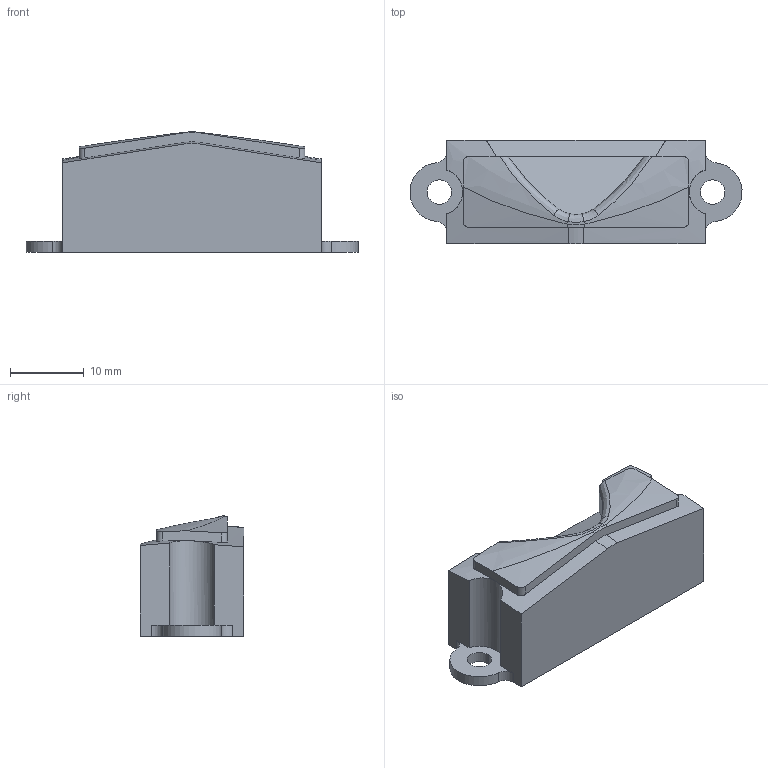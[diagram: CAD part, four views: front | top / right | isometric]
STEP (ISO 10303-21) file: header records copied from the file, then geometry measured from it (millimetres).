
FILE_DESCRIPTION((''),'2;1');
FILE_NAME('CAP_CHEST','2010-12-08T',('yunever'),(''),'PRO/ENGINEER BY PARAMETRIC TECHNOLOGY CORPORATION, 2009060','PRO/ENGINEER BY PARAMETRIC TECHNOLOGY CORPORATION, 2009060','');
FILE_SCHEMA(('CONFIG_CONTROL_DESIGN'));
Length unit declared in the file: millimetre
Products named in the file (1): CAP_CHEST
Bounding box: 44.97 x 14 x 16.3 mm (x, y, z)
Volume: 1856.9 mm3; surface area: 3779.1 mm2
Topology: 1 solids, 1 shells, 83 faces, 234 edges, 154 vertices
Faces by surface type: plane 28, cylinder 20, extrusion 18, bspline 17
Entity records: 3770 total; most frequent: CARTESIAN_POINT 1858, ORIENTED_EDGE 468, DIRECTION 252, EDGE_CURVE 234, VERTEX_POINT 154, B_SPLINE_CURVE_WITH_KNOTS 143, VECTOR 98, EDGE_LOOP 88
